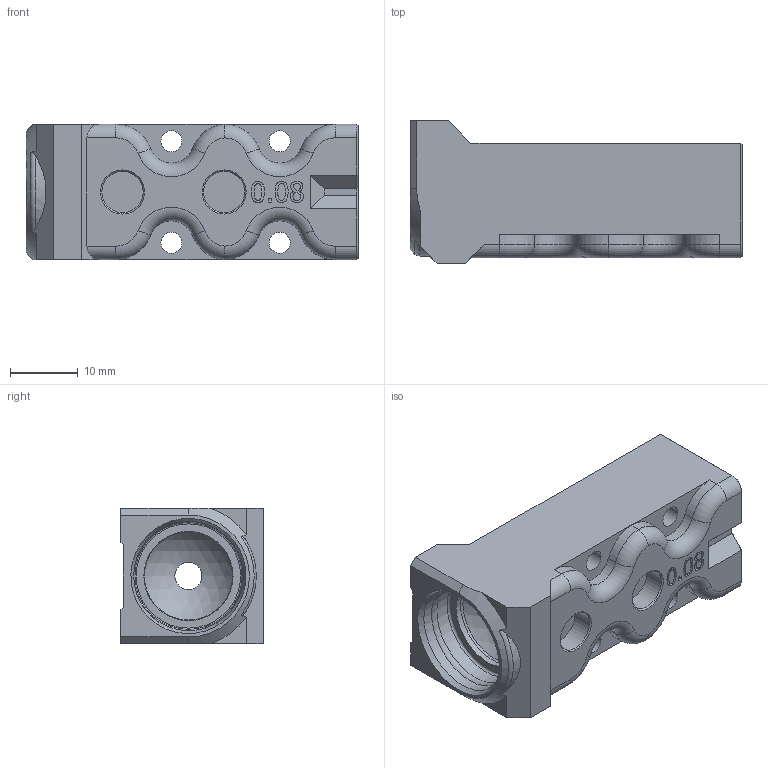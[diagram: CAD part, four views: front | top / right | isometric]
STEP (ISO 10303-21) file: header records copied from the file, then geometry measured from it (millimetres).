
FILE_DESCRIPTION(/* description */ (''),/* implementation_level */ '2;1');
FILE_NAME(/* name */ 'Z-Joint.stp',/* time_stamp */ '2021-09-27T02:18:12+02:00',/* author */ ('Rama'),/* organization */ (''),/* preprocessor_version */ 'ST-DEVELOPER v18.1',/* originating_system */ 'Autodesk Inventor 2022',/* authorisation */ '');
FILE_SCHEMA (('AUTOMOTIVE_DESIGN { 1 0 10303 214 3 1 1 }'));
Length unit declared in the file: millimetre
Products named in the file (1): Z-Joint-Normal
Bounding box: 49 x 21.05 x 20 mm (x, y, z)
Volume: 13529.9 mm3; surface area: 5801.3 mm2
Topology: 1 solids, 1 shells, 145 faces, 366 edges, 235 vertices
Faces by surface type: plane 52, bspline 43, cylinder 27, torus 16, cone 6, sphere 1
Full cylindrical faces by diameter (mm): 3.1 x4, 4 x1, 6.1 x2, 13.16 x1, 16.16 x2
Entity records: 4831 total; most frequent: CARTESIAN_POINT 1504, ORIENTED_EDGE 732, DIRECTION 570, EDGE_CURVE 366, VERTEX_POINT 235, AXIS2_PLACEMENT_3D 197, LINE 176, VECTOR 176
